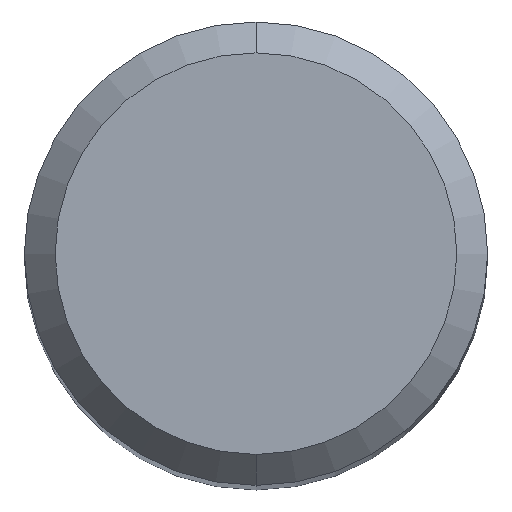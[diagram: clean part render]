
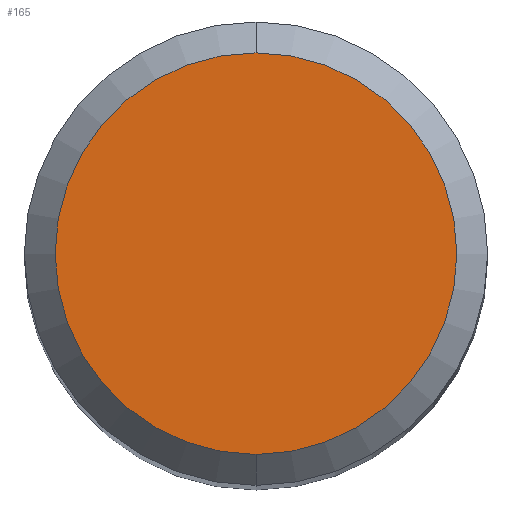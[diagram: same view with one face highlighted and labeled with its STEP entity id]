
A CAD part, top view. The second image highlights one B-rep face of the part: STEP entity #165.
In plain terms, the highlighted planar face has unit normal (0, 0, 1).
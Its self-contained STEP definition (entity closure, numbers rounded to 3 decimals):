
#99=EDGE_CURVE('',#111,#181,#250,.T.);
#111=VERTEX_POINT('',#263);
#161=EDGE_CURVE('',#181,#111,#320,.T.);
#165=ADVANCED_FACE('',(#324),#325,.T.);
#181=VERTEX_POINT('',#342);
#250=CIRCLE('',#411,2.6);
#263=CARTESIAN_POINT('',(0.,-2.6,0.0));
#320=CIRCLE('',#501,2.6);
#324=FACE_OUTER_BOUND('',#507,.T.);
#325=PLANE('',#508);
#342=CARTESIAN_POINT('',(0.0,2.6,0.0));
#411=AXIS2_PLACEMENT_3D('',#601,#602,#603);
#501=AXIS2_PLACEMENT_3D('',#692,#693,#694);
#507=EDGE_LOOP('',(#697,#698));
#508=AXIS2_PLACEMENT_3D('',#699,#700,#701);
#601=CARTESIAN_POINT('',(0.0,0.0,0.0));
#602=DIRECTION('',(0.0,0.0,-1.0));
#603=DIRECTION('',(0.0,1.0,0.0));
#692=CARTESIAN_POINT('',(0.0,0.0,0.0));
#693=DIRECTION('',(0.0,0.0,-1.0));
#694=DIRECTION('',(0.0,1.0,0.0));
#697=ORIENTED_EDGE('',*,*,#161,.F.);
#698=ORIENTED_EDGE('',*,*,#99,.F.);
#699=CARTESIAN_POINT('',(0.0,1.3,0.0));
#700=DIRECTION('',(-0.0,0.0,1.0));
#701=DIRECTION('',(0.0,-1.0,0.0));
